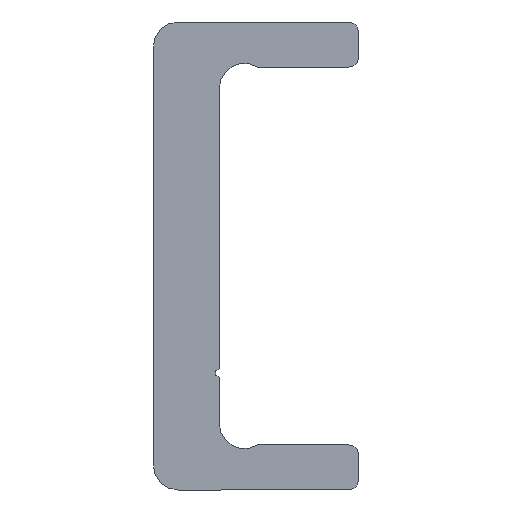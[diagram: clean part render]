
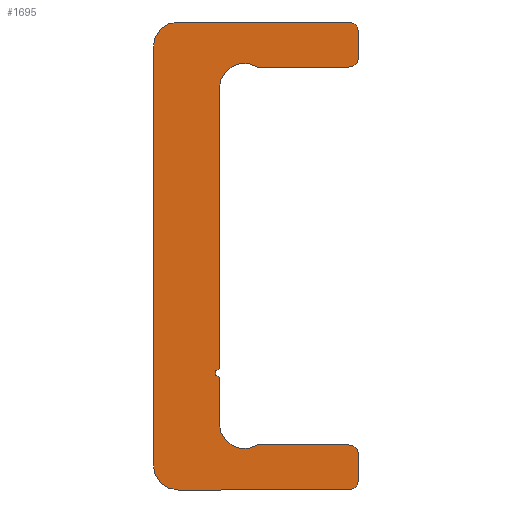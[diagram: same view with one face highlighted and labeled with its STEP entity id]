
A CAD part, left-side view. The second image highlights one B-rep face of the part: STEP entity #1695.
In plain terms, the highlighted planar face has unit normal (-1, 0, 0).
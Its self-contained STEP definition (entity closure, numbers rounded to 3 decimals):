
#995=CARTESIAN_POINT('',(0.0,2.2,10.03));
#996=VERTEX_POINT('',#995);
#1003=CARTESIAN_POINT('',(0.0,2.2,-6.75));
#1004=VERTEX_POINT('',#1003);
#1005=CARTESIAN_POINT('',(0.0,2.2,10.03));
#1006=DIRECTION('',(0.0,0.0,-1.0));
#1007=VECTOR('',#1006,16.78);
#1008=LINE('',#1005,#1007);
#1009=EDGE_CURVE('',#996,#1004,#1008,.T.);
#1091=CARTESIAN_POINT('',(0.0,-0.098,11.3));
#1092=VERTEX_POINT('',#1091);
#1099=CARTESIAN_POINT('',(0.0,0.7,10.03));
#1100=DIRECTION('',(-1.0,0.0,0.0));
#1101=DIRECTION('',(0.0,-1.0,0.0));
#1102=AXIS2_PLACEMENT_3D('',#1099,#1100,#1101);
#1103=CIRCLE('',#1102,1.5);
#1104=EDGE_CURVE('',#1092,#996,#1103,.T.);
#1123=CARTESIAN_POINT('',(0.0,-5.55,11.3));
#1124=VERTEX_POINT('',#1123);
#1131=CARTESIAN_POINT('',(0.0,-5.55,11.3));
#1132=DIRECTION('',(0.0,1.0,0.0));
#1133=VECTOR('',#1132,5.452);
#1134=LINE('',#1131,#1133);
#1135=EDGE_CURVE('',#1124,#1092,#1134,.T.);
#1155=CARTESIAN_POINT('',(0.0,-6.15,11.9));
#1156=VERTEX_POINT('',#1155);
#1163=CARTESIAN_POINT('',(0.0,-5.55,11.9));
#1164=DIRECTION('',(1.0,0.0,0.0));
#1165=DIRECTION('',(0.0,-1.0,0.0));
#1166=AXIS2_PLACEMENT_3D('',#1163,#1164,#1165);
#1167=CIRCLE('',#1166,0.6);
#1168=EDGE_CURVE('',#1156,#1124,#1167,.T.);
#1187=CARTESIAN_POINT('',(0.0,-6.15,13.4));
#1188=VERTEX_POINT('',#1187);
#1195=CARTESIAN_POINT('',(0.0,-6.15,13.4));
#1196=DIRECTION('',(0.0,0.0,-1.0));
#1197=VECTOR('',#1196,1.5);
#1198=LINE('',#1195,#1197);
#1199=EDGE_CURVE('',#1188,#1156,#1198,.T.);
#1219=CARTESIAN_POINT('',(0.0,-5.55,14.));
#1220=VERTEX_POINT('',#1219);
#1227=CARTESIAN_POINT('',(0.0,-5.55,13.4));
#1228=DIRECTION('',(1.0,0.0,0.0));
#1229=DIRECTION('',(0.0,0.0,1.0));
#1230=AXIS2_PLACEMENT_3D('',#1227,#1228,#1229);
#1231=CIRCLE('',#1230,0.6);
#1232=EDGE_CURVE('',#1220,#1188,#1231,.T.);
#1251=CARTESIAN_POINT('',(0.0,4.65,14.));
#1252=VERTEX_POINT('',#1251);
#1259=CARTESIAN_POINT('',(0.0,4.65,14.));
#1260=DIRECTION('',(0.0,-1.0,0.0));
#1261=VECTOR('',#1260,10.2);
#1262=LINE('',#1259,#1261);
#1263=EDGE_CURVE('',#1252,#1220,#1262,.T.);
#1283=CARTESIAN_POINT('',(0.0,6.15,12.5));
#1284=VERTEX_POINT('',#1283);
#1291=CARTESIAN_POINT('',(0.0,4.65,12.5));
#1292=DIRECTION('',(1.0,0.0,0.0));
#1293=DIRECTION('',(0.0,1.0,0.0));
#1294=AXIS2_PLACEMENT_3D('',#1291,#1292,#1293);
#1295=CIRCLE('',#1294,1.5);
#1296=EDGE_CURVE('',#1284,#1252,#1295,.T.);
#1315=CARTESIAN_POINT('',(0.0,6.15,-12.5));
#1316=VERTEX_POINT('',#1315);
#1323=CARTESIAN_POINT('',(0.0,6.15,-12.5));
#1324=DIRECTION('',(0.0,0.0,1.0));
#1325=VECTOR('',#1324,25.);
#1326=LINE('',#1323,#1325);
#1327=EDGE_CURVE('',#1316,#1284,#1326,.T.);
#1404=CARTESIAN_POINT('',(0.0,4.65,-14.));
#1405=VERTEX_POINT('',#1404);
#1412=CARTESIAN_POINT('',(0.0,4.65,-12.5));
#1413=DIRECTION('',(1.0,0.0,0.0));
#1414=DIRECTION('',(0.0,0.0,-1.0));
#1415=AXIS2_PLACEMENT_3D('',#1412,#1413,#1414);
#1416=CIRCLE('',#1415,1.5);
#1417=EDGE_CURVE('',#1405,#1316,#1416,.T.);
#1436=CARTESIAN_POINT('',(0.0,-5.55,-14.));
#1437=VERTEX_POINT('',#1436);
#1444=CARTESIAN_POINT('',(0.0,-5.55,-14.));
#1445=DIRECTION('',(0.0,1.0,0.0));
#1446=VECTOR('',#1445,10.2);
#1447=LINE('',#1444,#1446);
#1448=EDGE_CURVE('',#1437,#1405,#1447,.T.);
#1468=CARTESIAN_POINT('',(0.0,-6.15,-13.4));
#1469=VERTEX_POINT('',#1468);
#1476=CARTESIAN_POINT('',(0.0,-5.55,-13.4));
#1477=DIRECTION('',(1.0,0.0,0.0));
#1478=DIRECTION('',(0.0,-1.0,0.0));
#1479=AXIS2_PLACEMENT_3D('',#1476,#1477,#1478);
#1480=CIRCLE('',#1479,0.6);
#1481=EDGE_CURVE('',#1469,#1437,#1480,.T.);
#1500=CARTESIAN_POINT('',(0.0,-6.15,-11.9));
#1501=VERTEX_POINT('',#1500);
#1508=CARTESIAN_POINT('',(0.0,-6.15,-11.9));
#1509=DIRECTION('',(0.0,0.0,-1.0));
#1510=VECTOR('',#1509,1.5);
#1511=LINE('',#1508,#1510);
#1512=EDGE_CURVE('',#1501,#1469,#1511,.T.);
#1532=CARTESIAN_POINT('',(0.0,-5.55,-11.3));
#1533=VERTEX_POINT('',#1532);
#1540=CARTESIAN_POINT('',(0.0,-5.55,-11.9));
#1541=DIRECTION('',(1.0,0.0,0.0));
#1542=DIRECTION('',(0.0,0.0,1.0));
#1543=AXIS2_PLACEMENT_3D('',#1540,#1541,#1542);
#1544=CIRCLE('',#1543,0.6);
#1545=EDGE_CURVE('',#1533,#1501,#1544,.T.);
#1564=CARTESIAN_POINT('',(0.0,-0.098,-11.3));
#1565=VERTEX_POINT('',#1564);
#1572=CARTESIAN_POINT('',(0.0,-0.098,-11.3));
#1573=DIRECTION('',(0.0,-1.0,0.0));
#1574=VECTOR('',#1573,5.452);
#1575=LINE('',#1572,#1574);
#1576=EDGE_CURVE('',#1565,#1533,#1575,.T.);
#1596=CARTESIAN_POINT('',(0.0,2.2,-10.03));
#1597=VERTEX_POINT('',#1596);
#1604=CARTESIAN_POINT('',(0.0,0.7,-10.03));
#1605=DIRECTION('',(-1.0,0.0,0.0));
#1606=DIRECTION('',(0.0,0.532,0.847));
#1607=AXIS2_PLACEMENT_3D('',#1604,#1605,#1606);
#1608=CIRCLE('',#1607,1.5);
#1609=EDGE_CURVE('',#1597,#1565,#1608,.T.);
#1628=CARTESIAN_POINT('',(0.0,2.2,-7.25));
#1629=VERTEX_POINT('',#1628);
#1636=CARTESIAN_POINT('',(0.0,2.2,-7.25));
#1637=DIRECTION('',(0.0,0.0,-1.0));
#1638=VECTOR('',#1637,2.78);
#1639=LINE('',#1636,#1638);
#1640=EDGE_CURVE('',#1629,#1597,#1639,.T.);
#1659=CARTESIAN_POINT('',(0.0,2.2,-7.));
#1660=DIRECTION('',(-1.0,0.0,0.0));
#1661=DIRECTION('',(0.0,0.0,1.0));
#1662=AXIS2_PLACEMENT_3D('',#1659,#1660,#1661);
#1663=CIRCLE('',#1662,0.25);
#1664=EDGE_CURVE('',#1004,#1629,#1663,.T.);
#1670=CARTESIAN_POINT('',(0.0,1.611,-0.021));
#1671=DIRECTION('',(1.0,0.0,0.0));
#1672=DIRECTION('',(0.0,0.0,-1.0));
#1673=AXIS2_PLACEMENT_3D('',#1670,#1671,#1672);
#1674=PLANE('',#1673);
#1675=ORIENTED_EDGE('',*,*,#1664,.F.);
#1676=ORIENTED_EDGE('',*,*,#1009,.F.);
#1677=ORIENTED_EDGE('',*,*,#1104,.F.);
#1678=ORIENTED_EDGE('',*,*,#1135,.F.);
#1679=ORIENTED_EDGE('',*,*,#1168,.F.);
#1680=ORIENTED_EDGE('',*,*,#1199,.F.);
#1681=ORIENTED_EDGE('',*,*,#1232,.F.);
#1682=ORIENTED_EDGE('',*,*,#1263,.F.);
#1683=ORIENTED_EDGE('',*,*,#1296,.F.);
#1684=ORIENTED_EDGE('',*,*,#1327,.F.);
#1685=ORIENTED_EDGE('',*,*,#1417,.F.);
#1686=ORIENTED_EDGE('',*,*,#1448,.F.);
#1687=ORIENTED_EDGE('',*,*,#1481,.F.);
#1688=ORIENTED_EDGE('',*,*,#1512,.F.);
#1689=ORIENTED_EDGE('',*,*,#1545,.F.);
#1690=ORIENTED_EDGE('',*,*,#1576,.F.);
#1691=ORIENTED_EDGE('',*,*,#1609,.F.);
#1692=ORIENTED_EDGE('',*,*,#1640,.F.);
#1693=EDGE_LOOP('',(#1675,#1676,#1677,#1678,#1679,#1680,#1681,#1682,#1683,#1684,#1685,#1686,#1687,#1688,#1689,#1690,#1691,#1692));
#1694=FACE_OUTER_BOUND('',#1693,.T.);
#1695=ADVANCED_FACE('',(#1694),#1674,.F.);
